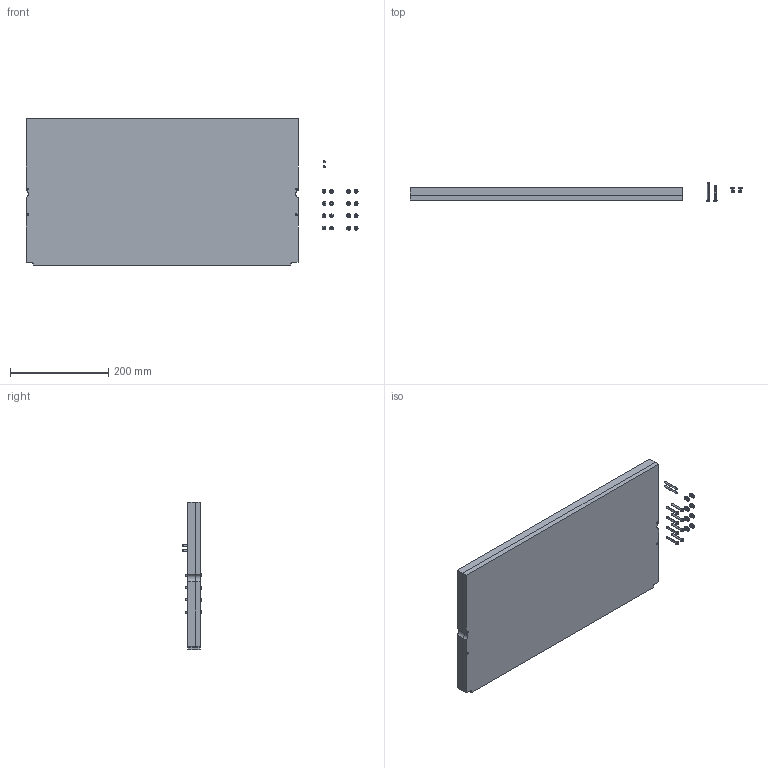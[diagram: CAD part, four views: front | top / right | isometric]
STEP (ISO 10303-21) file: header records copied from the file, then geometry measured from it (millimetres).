
FILE_DESCRIPTION (( 'STEP AP214' ), '1' );
FILE_NAME ('INGUN_113329.STEP', '2022-01-19T07:50:57', ( '' ), ( '' ), 'SwSTEP 2.0', 'SolidWorks 2018', '' );
FILE_SCHEMA (( 'AUTOMOTIVE_DESIGN' ));
Length unit declared in the file: millimetre
Products named in the file (7): 113325~0; 113320~0_S; INGUN_113329; DIN6325~n_04,0m6x036; Gewindebuchse~n_M04-09,5 offen; ISO7380~n_M04,0x030; 113324~0
Assembly tree (21 placements, depth 3):
  INGUN_113329
    113324~0
    113325~0
    113320~0_S
      ISO7380~n_M04,0x030  x8
      Gewindebuchse~n_M04-09,5 offen  x8
      DIN6325~n_04,0m6x036  x2
Bounding box: 676 x 38.2 x 300 mm (x, y, z)
Volume: 4318253.9 mm3; surface area: 717610 mm2
Topology: 20 solids, 20 shells, 1394 faces, 3224 edges, 2128 vertices
Faces by surface type: plane 1074, cylinder 244, torus 48, cone 20, sphere 8
Entity records: 6944 total; most frequent: DIRECTION 1224, CARTESIAN_POINT 1132, ORIENTED_EDGE 1064, EDGE_CURVE 532, AXIS2_PLACEMENT_3D 444, VERTEX_POINT 352, VECTOR 336, LINE 336
